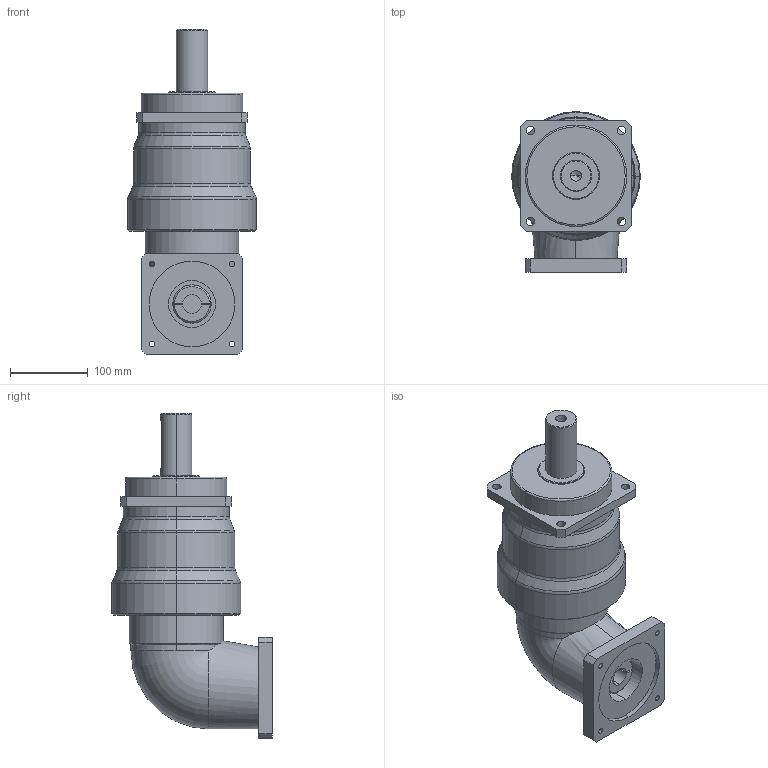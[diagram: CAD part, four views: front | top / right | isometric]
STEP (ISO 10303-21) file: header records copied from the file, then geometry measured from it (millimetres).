
FILE_DESCRIPTION (( 'STEP AP203' ), '1' );
FILE_NAME ('EVS140-L3-22-110-145.STEP', '2022-06-16T04:00:37', ( 'PC' ), ( 'Microsoft' ), 'SwSTEP 2.0', 'SolidWorks 2016', '' );
FILE_SCHEMA (( 'CONFIG_CONTROL_DESIGN' ));
Length unit declared in the file: millimetre
Products named in the file (1): EVS140-L3-22-110-145
Bounding box: 165 x 205.5 x 417.2 mm (x, y, z)
Volume: 5188298.6 mm3; surface area: 259547.1 mm2
Topology: 1 solids, 1 shells, 114 faces, 278 edges, 173 vertices
Faces by surface type: cylinder 54, plane 30, cone 17, torus 11, bspline 2
Entity records: 4022 total; most frequent: CARTESIAN_POINT 1165, DIRECTION 627, ORIENTED_EDGE 548, EDGE_CURVE 274, AXIS2_PLACEMENT_3D 257, VERTEX_POINT 173, CIRCLE 144, EDGE_LOOP 141
